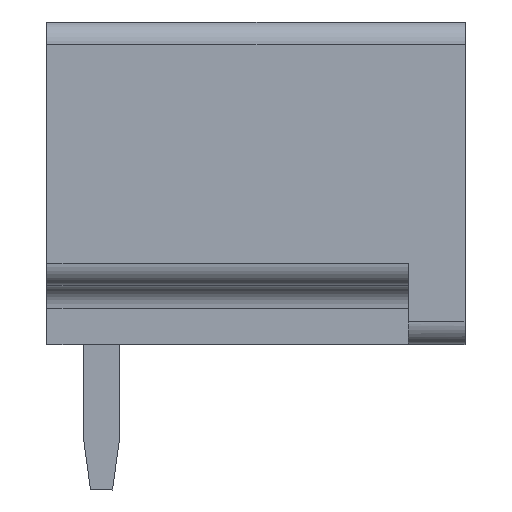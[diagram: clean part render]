
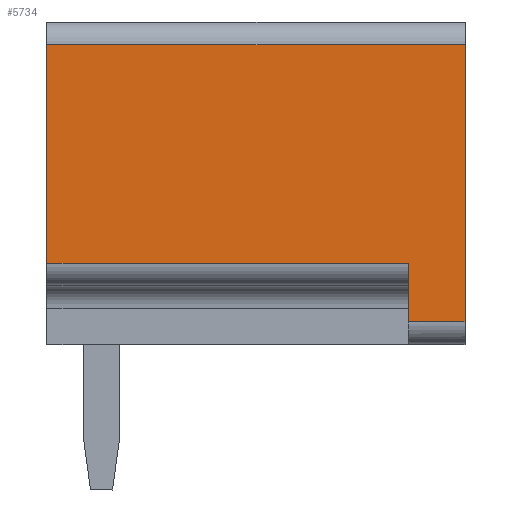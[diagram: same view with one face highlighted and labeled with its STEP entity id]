
A CAD part, left-side view. The second image highlights one B-rep face of the part: STEP entity #5734.
In plain terms, the highlighted planar face has unit normal (-1, 0, 0).
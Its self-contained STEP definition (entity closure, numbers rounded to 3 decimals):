
#5698=AXIS2_PLACEMENT_3D('Plane Axis2P3D',#5695,#5696,#5697) ;
#70=CARTESIAN_POINT('Vertex',(0.,0.,9.8)) ;
#73=CARTESIAN_POINT('Line Origine',(0.,0.,6.75)) ;
#77=CARTESIAN_POINT('Vertex',(0.,0.,3.7)) ;
#5680=CARTESIAN_POINT('Vertex',(0.,9.2,9.8)) ;
#5683=CARTESIAN_POINT('Line Origine',(0.,4.6,9.8)) ;
#5695=CARTESIAN_POINT('Axis2P3D Location',(0.,0.,9.8)) ;
#5700=CARTESIAN_POINT('Line Origine',(0.,5.225,4.99)) ;
#5704=CARTESIAN_POINT('Vertex',(0.,9.2,4.99)) ;
#5706=CARTESIAN_POINT('Vertex',(0.,1.25,4.99)) ;
#5709=CARTESIAN_POINT('Line Origine',(0.,1.25,4.345)) ;
#5713=CARTESIAN_POINT('Vertex',(0.,1.25,3.7)) ;
#5716=CARTESIAN_POINT('Line Origine',(0.,0.625,3.7)) ;
#5721=CARTESIAN_POINT('Line Origine',(0.,9.2,7.395)) ;
#74=DIRECTION('Vector Direction',(0.,0.,-1.)) ;
#5684=DIRECTION('Vector Direction',(0.,-1.,0.)) ;
#5696=DIRECTION('Axis2P3D Direction',(1.,-0.,0.)) ;
#5697=DIRECTION('Axis2P3D XDirection',(0.,0.,-1.)) ;
#5701=DIRECTION('Vector Direction',(0.,-1.,0.)) ;
#5710=DIRECTION('Vector Direction',(0.,0.,-1.)) ;
#5717=DIRECTION('Vector Direction',(0.,1.,0.)) ;
#5722=DIRECTION('Vector Direction',(0.,0.,-1.)) ;
#75=VECTOR('Line Direction',#74,1.) ;
#5685=VECTOR('Line Direction',#5684,1.) ;
#5702=VECTOR('Line Direction',#5701,1.) ;
#5711=VECTOR('Line Direction',#5710,1.) ;
#5718=VECTOR('Line Direction',#5717,1.) ;
#5723=VECTOR('Line Direction',#5722,1.) ;
#5727=ORIENTED_EDGE('',*,*,#5708,.T.) ;
#5728=ORIENTED_EDGE('',*,*,#5715,.T.) ;
#5729=ORIENTED_EDGE('',*,*,#5720,.F.) ;
#5730=ORIENTED_EDGE('',*,*,#79,.F.) ;
#5731=ORIENTED_EDGE('',*,*,#5687,.T.) ;
#5732=ORIENTED_EDGE('',*,*,#5725,.T.) ;
#5734=ADVANCED_FACE('HOUSING',(#5733),#5699,.F.) ;
#79=EDGE_CURVE('',#71,#78,#76,.T.) ;
#5687=EDGE_CURVE('',#71,#5681,#5686,.F.) ;
#5708=EDGE_CURVE('',#5705,#5707,#5703,.T.) ;
#5715=EDGE_CURVE('',#5707,#5714,#5712,.T.) ;
#5720=EDGE_CURVE('',#78,#5714,#5719,.T.) ;
#5725=EDGE_CURVE('',#5681,#5705,#5724,.T.) ;
#5726=EDGE_LOOP('',(#5727,#5728,#5729,#5730,#5731,#5732)) ;
#5733=FACE_OUTER_BOUND('',#5726,.T.) ;
#76=LINE('Line',#73,#75) ;
#5686=LINE('Line',#5683,#5685) ;
#5703=LINE('Line',#5700,#5702) ;
#5712=LINE('Line',#5709,#5711) ;
#5719=LINE('Line',#5716,#5718) ;
#5724=LINE('Line',#5721,#5723) ;
#5699=PLANE('',#5698) ;
#71=VERTEX_POINT('',#70) ;
#78=VERTEX_POINT('',#77) ;
#5681=VERTEX_POINT('',#5680) ;
#5705=VERTEX_POINT('',#5704) ;
#5707=VERTEX_POINT('',#5706) ;
#5714=VERTEX_POINT('',#5713) ;
